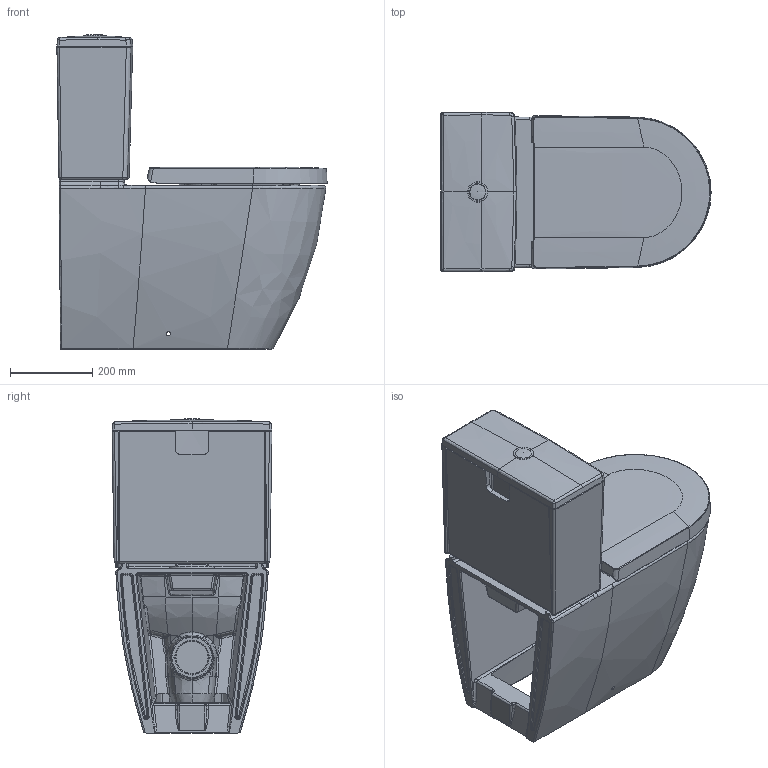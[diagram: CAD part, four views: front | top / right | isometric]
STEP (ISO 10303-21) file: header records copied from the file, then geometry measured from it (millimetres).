
FILE_DESCRIPTION((''),'2;1');
FILE_NAME('217009_2.stp','2015-06-10T14:57:15',('Administrator'),(''),'Autodesk Inventor 2011','Autodesk Inventor 2011','');
FILE_SCHEMA(('CONFIG_CONTROL_DESIGN'));
Length unit declared in the file: millimetre
Products named in the file (13): 217009_2; 217009; 093810; 002019; Sitz 002019; Deckel 002019; Soft close rechts; Druckknopf; Blechhuelse; Soft Close links; Puffer; Dämpfer; Taster
Assembly tree (18 placements, depth 4):
  217009_2
    217009
    093810
    002019
      Sitz 002019
      Deckel 002019
      Soft close rechts
        Druckknopf
        Blechhuelse
      Soft Close links
        Druckknopf
        Blechhuelse
      Puffer  x4
      Dämpfer  x2
    Taster
Bounding box: 659.18 x 390.08 x 767.9 mm (x, y, z)
Volume: 41278335.8 mm3; surface area: 3333666.1 mm2
Topology: 16 solids, 16 shells, 2636 faces, 6661 edges, 4087 vertices
Faces by surface type: bspline 999, plane 673, cylinder 492, torus 202, cone 188, sphere 82
Full cylindrical faces by diameter (mm): 10 x2, 12 x2, 13.5 x2, 15.5 x2, 16 x2, 16.12 x2, 17 x2, 19 x1, 20.2 x2, 21.2 x2, 38.357 x1, 40 x1, 50.217 x1, 64 x1, 80 x1
Entity records: 231304 total; most frequent: CARTESIAN_POINT 189091, ORIENTED_EDGE 9486, DIRECTION 6947, EDGE_CURVE 4743, VERTEX_POINT 2899, AXIS2_PLACEMENT_3D 2833, EDGE_LOOP 2117, FACE_OUTER_BOUND 1975
